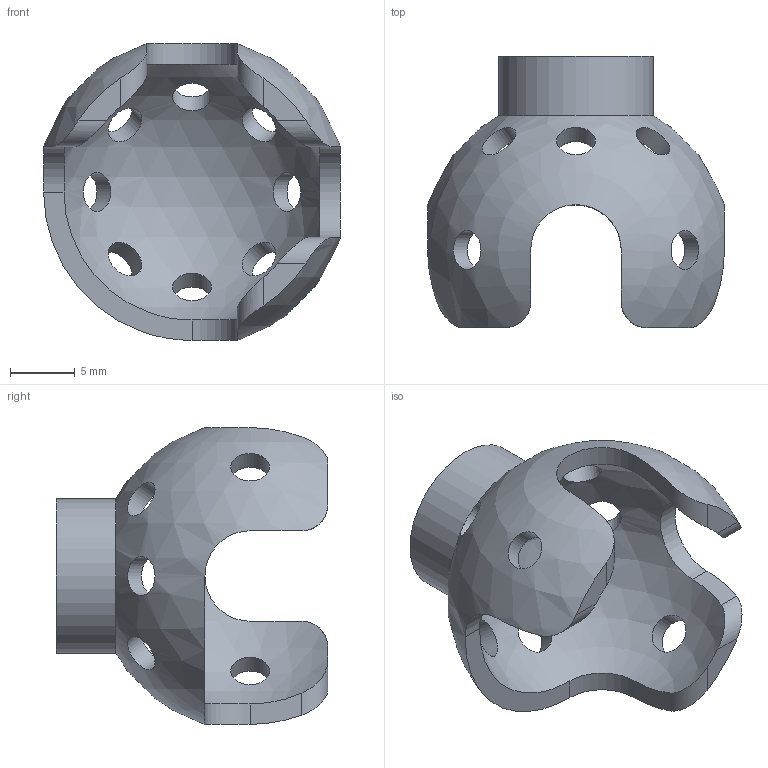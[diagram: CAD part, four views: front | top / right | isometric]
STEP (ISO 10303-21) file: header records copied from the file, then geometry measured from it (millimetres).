
FILE_DESCRIPTION(/* description */ (''),/* implementation_level */ '2;1');
FILE_NAME(/* name */ 'Finger Socket (3-prong).stp',/* time_stamp */ '2016-05-10T13:41:20-07:00',/* author */ ('TechShop Member'),/* organization */ (''),/* preprocessor_version */ 'ST-DEVELOPER v16.1',/* originating_system */ 'Autodesk Inventor 2016',/* authorisation */ '');
FILE_SCHEMA (('AUTOMOTIVE_DESIGN { 1 0 10303 214 3 1 1 }'));
Length unit declared in the file: inch
Products named in the file (1): Finger (Socket)
Bounding box: 22.96 x 21 x 22.96 mm (x, y, z)
Volume: 1588 mm3; surface area: 2043.8 mm2
Topology: 1 solids, 1 shells, 35 faces, 96 edges, 64 vertices
Faces by surface type: cylinder 22, plane 11, sphere 2
Full cylindrical faces by diameter (mm): 3 x11, 12 x1
Entity records: 1248 total; most frequent: CARTESIAN_POINT 304, DIRECTION 196, ORIENTED_EDGE 168, AXIS2_PLACEMENT_3D 88, EDGE_CURVE 84, EDGE_LOOP 70, VERTEX_POINT 64, CIRCLE 52
